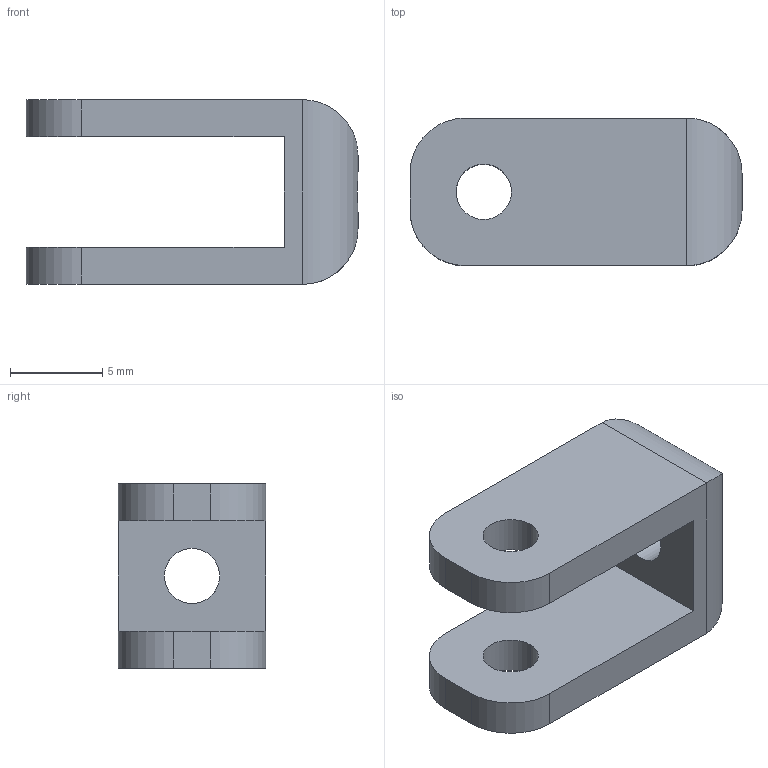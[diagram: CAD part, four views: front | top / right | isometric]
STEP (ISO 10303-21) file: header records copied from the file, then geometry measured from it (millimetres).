
FILE_DESCRIPTION((''),'2;1');
FILE_NAME('UNIO','2018-01-28T',('Sergi'),(''),'PRO/ENGINEER BY PARAMETRIC TECHNOLOGY CORPORATION, 2014310','PRO/ENGINEER BY PARAMETRIC TECHNOLOGY CORPORATION, 2014310','');
FILE_SCHEMA(('CONFIG_CONTROL_DESIGN'));
Length unit declared in the file: millimetre
Products named in the file (1): UNIO
Bounding box: 18 x 8 x 10 mm (x, y, z)
Volume: 636.8 mm3; surface area: 819.7 mm2
Topology: 1 solids, 1 shells, 25 faces, 68 edges, 44 vertices
Faces by surface type: cylinder 14, plane 11
Entity records: 904 total; most frequent: CARTESIAN_POINT 217, ORIENTED_EDGE 136, DIRECTION 130, EDGE_CURVE 68, AXIS2_PLACEMENT_3D 45, VERTEX_POINT 44, VECTOR 40, LINE 40
